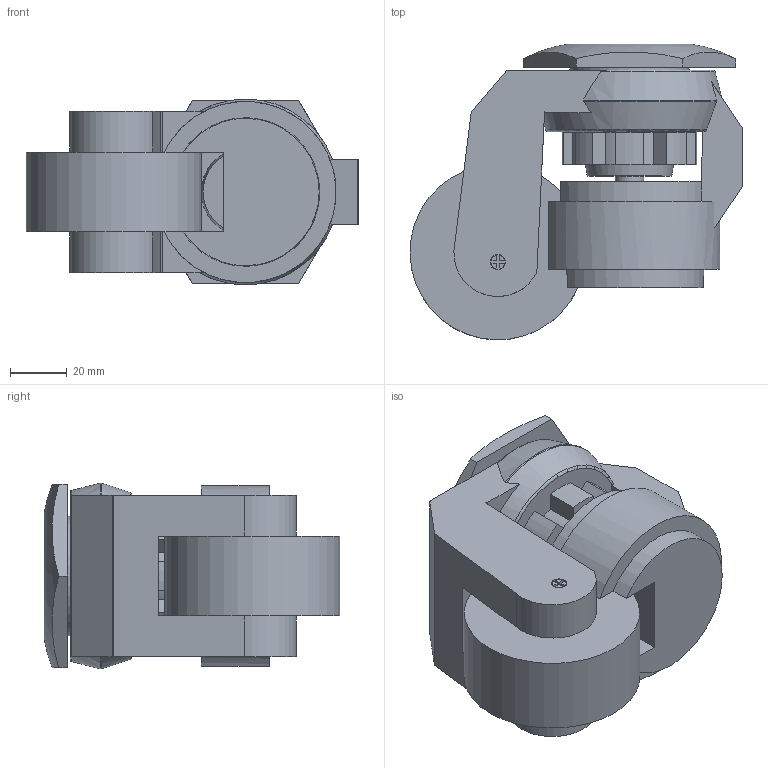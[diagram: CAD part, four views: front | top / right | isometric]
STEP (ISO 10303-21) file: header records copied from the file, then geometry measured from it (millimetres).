
FILE_DESCRIPTION( ( 'STEP AP214' ), '1' );
FILE_NAME( 'SK6-B63102S-X.stp', '2023-05-08T01:00:28', ( 'License CC BY-ND 4.0' ), ( 'CADENAS' ), ' ', 'PARTsolutions', ' ' );
FILE_SCHEMA( ( 'AUTOMOTIVE_DESIGN { 1 0 10303 214 1 1 1 1 }' ) );
Length unit declared in the file: millimetre
Products named in the file (1): _SK6-B63102S-X
Bounding box: 117.3 x 104.49 x 65.71 mm (x, y, z)
Volume: 374808.3 mm3; surface area: 61467.8 mm2
Topology: 1 solids, 1 shells, 150 faces, 402 edges, 265 vertices
Faces by surface type: plane 96, cylinder 44, torus 5, cone 4, bspline 1
Full cylindrical faces by diameter (mm): 5.42 x2, 8 x2, 10 x1, 12 x1, 32 x1, 42.182 x1, 62 x1
Entity records: 5998 total; most frequent: CARTESIAN_POINT 1028, ORIENTED_EDGE 774, DIRECTION 769, EDGE_CURVE 387, VERTEX_POINT 262, AXIS2_PLACEMENT_3D 259, LINE 251, VECTOR 251
